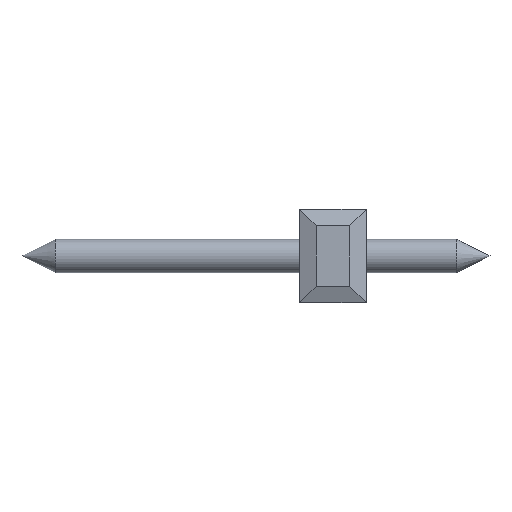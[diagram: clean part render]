
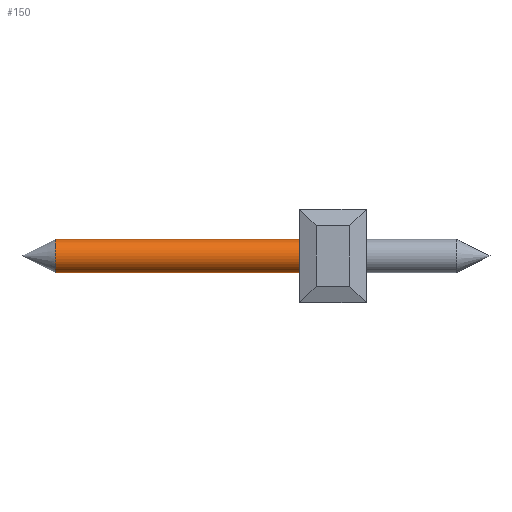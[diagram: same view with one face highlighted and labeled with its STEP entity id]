
A CAD part, left-side view. The second image highlights one B-rep face of the part: STEP entity #150.
In plain terms, the highlighted cylindrical face has radius 0.5 mm (diameter 1 mm), a full revolution.
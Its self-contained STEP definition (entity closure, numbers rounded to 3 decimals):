
#150 = ADVANCED_FACE( '', ( #397, #398 ), #399, .T. );
#397 = FACE_OUTER_BOUND( '', #758, .T. );
#398 = FACE_OUTER_BOUND( '', #759, .T. );
#399 = CYLINDRICAL_SURFACE( '', #760, 0.5 );
#758 = EDGE_LOOP( '', ( #1150 ) );
#759 = EDGE_LOOP( '', ( #1151 ) );
#760 = AXIS2_PLACEMENT_3D( '', #1152, #1153, #1154 );
#1150 = ORIENTED_EDGE( '', *, *, #2045, .F. );
#1151 = ORIENTED_EDGE( '', *, *, #2046, .T. );
#1152 = CARTESIAN_POINT( '', ( 206.685, 131.078, 16.3 ) );
#1153 = DIRECTION( '', ( 0., 1., 0. ) );
#1154 = DIRECTION( '', ( 1., 0., 0. ) );
#2045 = EDGE_CURVE( '', #2425, #2425, #2426, .F. );
#2046 = EDGE_CURVE( '', #2427, #2427, #2428, .F. );
#2425 = VERTEX_POINT( '', #2942 );
#2426 = CIRCLE( '', #2943, 0.5 );
#2427 = VERTEX_POINT( '', #2944 );
#2428 = CIRCLE( '', #2945, 0.5 );
#2942 = CARTESIAN_POINT( '', ( 206.185, 122.578, 16.3 ) );
#2943 = AXIS2_PLACEMENT_3D( '', #3593, #3594, #3595 );
#2944 = CARTESIAN_POINT( '', ( 206.185, 130.078, 16.3 ) );
#2945 = AXIS2_PLACEMENT_3D( '', #3596, #3597, #3598 );
#3593 = CARTESIAN_POINT( '', ( 206.685, 122.578, 16.3 ) );
#3594 = DIRECTION( '', ( 0., 1., 0. ) );
#3595 = DIRECTION( '', ( -1., 0., 0. ) );
#3596 = CARTESIAN_POINT( '', ( 206.685, 130.078, 16.3 ) );
#3597 = DIRECTION( '', ( 0., 1., 0. ) );
#3598 = DIRECTION( '', ( -1., 0., 0. ) );
